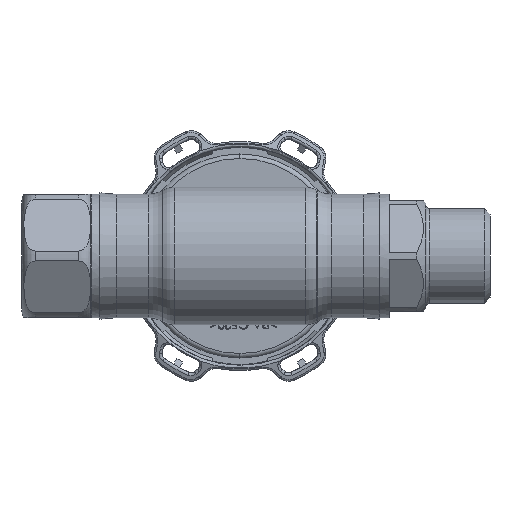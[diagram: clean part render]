
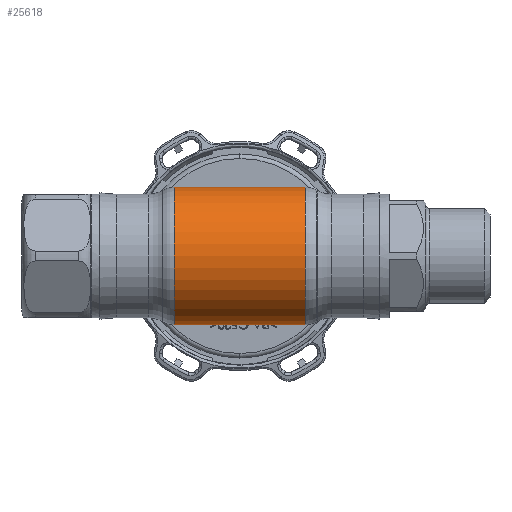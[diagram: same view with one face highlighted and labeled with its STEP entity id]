
A CAD part, front view. The second image highlights one B-rep face of the part: STEP entity #25618.
In plain terms, the highlighted cylindrical face has radius 15 mm (diameter 30 mm), a partial arc.
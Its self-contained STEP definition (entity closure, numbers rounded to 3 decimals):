
#257 = EDGE_CURVE ( 'NONE', #5517, #7082, #7327, .T. ) ;
#1315 = DIRECTION ( 'NONE',  ( 0., 0., 1. ) ) ;
#2298 = CIRCLE ( 'NONE', #7039, 15. ) ;
#2700 = CARTESIAN_POINT ( 'NONE',  ( -62.69, 0., 0. ) ) ;
#2872 = DIRECTION ( 'NONE',  ( 0., 0., 1. ) ) ;
#5517 = VERTEX_POINT ( 'NONE', #33854 ) ;
#6499 = CYLINDRICAL_SURFACE ( 'NONE', #23523, 15. ) ;
#7039 = AXIS2_PLACEMENT_3D ( 'NONE', #10226, #18624, #1315 ) ;
#7082 = VERTEX_POINT ( 'NONE', #11722 ) ;
#7327 = CIRCLE ( 'NONE', #34622, 15. ) ;
#8497 = VERTEX_POINT ( 'NONE', #21393 ) ;
#10226 = CARTESIAN_POINT ( 'NONE',  ( -14.285, 0., 0. ) ) ;
#11722 = CARTESIAN_POINT ( 'NONE',  ( 14.285, 0., 15. ) ) ;
#15629 = ORIENTED_EDGE ( 'NONE', *, *, #30023, .F. ) ;
#15679 = ORIENTED_EDGE ( 'NONE', *, *, #29360, .F. ) ;
#17128 = EDGE_CURVE ( 'NONE', #7082, #29897, #34803, .T. ) ;
#18624 = DIRECTION ( 'NONE',  ( -1., 0., 0. ) ) ;
#19475 = CARTESIAN_POINT ( 'NONE',  ( -14.285, 0., 15. ) ) ;
#19781 = DIRECTION ( 'NONE',  ( -1., 0., 0. ) ) ;
#21265 = CARTESIAN_POINT ( 'NONE',  ( -62.69, 0., 15. ) ) ;
#21393 = CARTESIAN_POINT ( 'NONE',  ( -14.285, 0., -15. ) ) ;
#22012 = ORIENTED_EDGE ( 'NONE', *, *, #257, .T. ) ;
#23523 = AXIS2_PLACEMENT_3D ( 'NONE', #2700, #25423, #2872 ) ;
#25379 = CARTESIAN_POINT ( 'NONE',  ( 14.285, 0., 0. ) ) ;
#25423 = DIRECTION ( 'NONE',  ( -1., 0., 0. ) ) ;
#25618 = ADVANCED_FACE ( 'NONE', ( #32629 ), #6499, .T. ) ;
#29360 = EDGE_CURVE ( 'NONE', #8497, #29897, #2298, .T. ) ;
#29897 = VERTEX_POINT ( 'NONE', #19475 ) ;
#29974 = VECTOR ( 'NONE', #31131, 1000. ) ;
#29995 = EDGE_LOOP ( 'NONE', ( #15629, #22012, #31246, #15679 ) ) ;
#30023 = EDGE_CURVE ( 'NONE', #5517, #8497, #36498, .T. ) ;
#30942 = CARTESIAN_POINT ( 'NONE',  ( -62.69, 0., -15. ) ) ;
#31106 = DIRECTION ( 'NONE',  ( 0., 0., 1. ) ) ;
#31131 = DIRECTION ( 'NONE',  ( -1., 0., 0. ) ) ;
#31246 = ORIENTED_EDGE ( 'NONE', *, *, #17128, .T. ) ;
#31267 = VECTOR ( 'NONE', #32198, 1000. ) ;
#32198 = DIRECTION ( 'NONE',  ( -1., 0., 0. ) ) ;
#32629 = FACE_OUTER_BOUND ( 'NONE', #29995, .T. ) ;
#33854 = CARTESIAN_POINT ( 'NONE',  ( 14.285, 0., -15. ) ) ;
#34622 = AXIS2_PLACEMENT_3D ( 'NONE', #25379, #19781, #31106 ) ;
#34803 = LINE ( 'NONE', #21265, #31267 ) ;
#36498 = LINE ( 'NONE', #30942, #29974 ) ;
